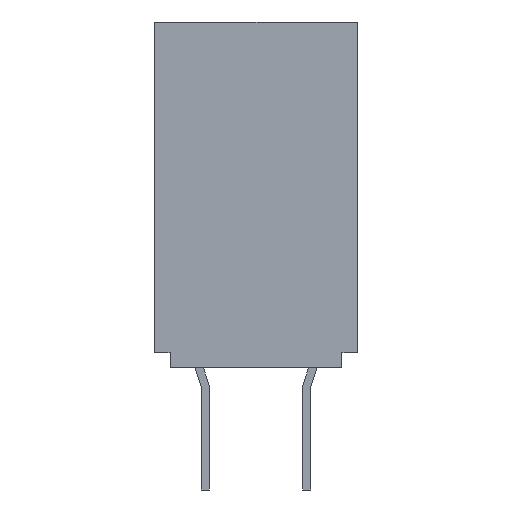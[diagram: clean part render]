
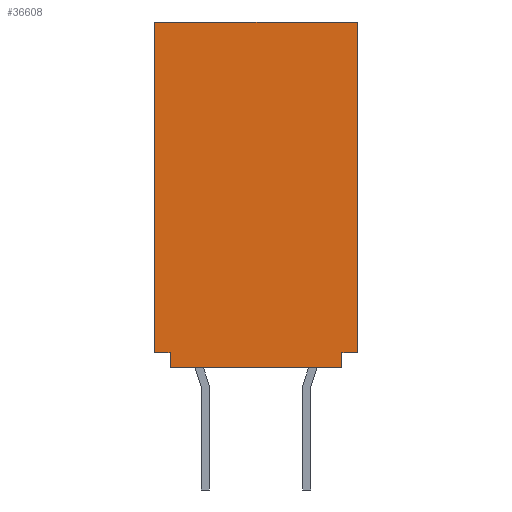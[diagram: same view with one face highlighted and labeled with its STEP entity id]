
A CAD part, left-side view. The second image highlights one B-rep face of the part: STEP entity #36608.
In plain terms, the highlighted planar face has unit normal (-1, 0, 0).
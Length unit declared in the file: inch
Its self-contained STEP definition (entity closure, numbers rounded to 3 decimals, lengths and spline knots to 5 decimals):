
#5=DIRECTION('',(0.,-1.,0.));
#6=VECTOR('',#5,0.169);
#7=CARTESIAN_POINT('',(-0.9995,0.0845,0.));
#8=LINE('',#7,#6);
#429=DIRECTION('',(0.,0.,1.));
#430=VECTOR('',#429,0.015);
#431=CARTESIAN_POINT('',(-0.9995,0.0845,0.));
#432=LINE('',#431,#430);
#433=DIRECTION('',(0.,-1.,0.));
#434=VECTOR('',#433,0.015);
#435=CARTESIAN_POINT('',(-0.9995,0.0995,0.015));
#436=LINE('',#435,#434);
#437=DIRECTION('',(0.,0.,1.));
#438=VECTOR('',#437,0.325);
#439=CARTESIAN_POINT('',(-0.9995,0.0995,0.015));
#440=LINE('',#439,#438);
#441=DIRECTION('',(0.,1.,0.));
#442=VECTOR('',#441,0.015);
#443=CARTESIAN_POINT('',(-0.9995,-0.0995,0.015));
#444=LINE('',#443,#442);
#445=DIRECTION('',(0.,0.,1.));
#446=VECTOR('',#445,0.015);
#447=CARTESIAN_POINT('',(-0.9995,-0.0845,0.));
#448=LINE('',#447,#446);
#1269=DIRECTION('',(0.,0.,1.));
#1270=VECTOR('',#1269,0.325);
#1271=CARTESIAN_POINT('',(-0.9995,-0.0995,0.015));
#1272=LINE('',#1271,#1270);
#2514=DIRECTION('',(0.,-1.,0.));
#2515=VECTOR('',#2514,0.199);
#2516=CARTESIAN_POINT('',(-0.9995,0.0995,0.34));
#2517=LINE('',#2516,#2515);
#27017=CARTESIAN_POINT('',(-0.9995,0.0995,0.34));
#27018=CARTESIAN_POINT('',(-0.9995,-0.0995,0.34));
#27019=VERTEX_POINT('',#27017);
#27020=VERTEX_POINT('',#27018);
#27085=CARTESIAN_POINT('',(-0.9995,0.0845,0.));
#27087=VERTEX_POINT('',#27085);
#27109=CARTESIAN_POINT('',(-0.9995,-0.0845,0.));
#27111=VERTEX_POINT('',#27109);
#27133=CARTESIAN_POINT('',(-0.9995,0.0845,0.015));
#27134=VERTEX_POINT('',#27133);
#27135=CARTESIAN_POINT('',(-0.9995,0.0995,0.015));
#27136=VERTEX_POINT('',#27135);
#27137=CARTESIAN_POINT('',(-0.9995,-0.0995,0.015));
#27138=CARTESIAN_POINT('',(-0.9995,-0.0845,0.015));
#27139=VERTEX_POINT('',#27137);
#27140=VERTEX_POINT('',#27138);
#36588=CARTESIAN_POINT('',(-0.9995,0.0995,0.));
#36589=DIRECTION('',(-1.,0.,0.));
#36590=DIRECTION('',(0.,-1.,0.));
#36591=AXIS2_PLACEMENT_3D('',#36588,#36589,#36590);
#36592=PLANE('',#36591);
#36593=ORIENTED_EDGE('',*,*,#35955,.T.);
#36595=ORIENTED_EDGE('',*,*,#36594,.F.);
#36597=ORIENTED_EDGE('',*,*,#36596,.T.);
#36599=ORIENTED_EDGE('',*,*,#36598,.T.);
#36601=ORIENTED_EDGE('',*,*,#36600,.F.);
#36603=ORIENTED_EDGE('',*,*,#36602,.T.);
#36604=ORIENTED_EDGE('',*,*,#36280,.F.);
#36605=ORIENTED_EDGE('',*,*,#35616,.F.);
#36606=EDGE_LOOP('',(#36593,#36595,#36597,#36599,#36601,#36603,#36604,#36605));
#36607=FACE_OUTER_BOUND('',#36606,.F.);
#36608=ADVANCED_FACE('',(#36607),#36592,.T.);
#35616=EDGE_CURVE('',#27087,#27111,#8,.T.);
#35955=EDGE_CURVE('',#27087,#27134,#432,.T.);
#36280=EDGE_CURVE('',#27111,#27140,#448,.T.);
#36594=EDGE_CURVE('',#27136,#27134,#436,.T.);
#36596=EDGE_CURVE('',#27136,#27019,#440,.T.);
#36598=EDGE_CURVE('',#27019,#27020,#2517,.T.);
#36600=EDGE_CURVE('',#27139,#27020,#1272,.T.);
#36602=EDGE_CURVE('',#27139,#27140,#444,.T.);
